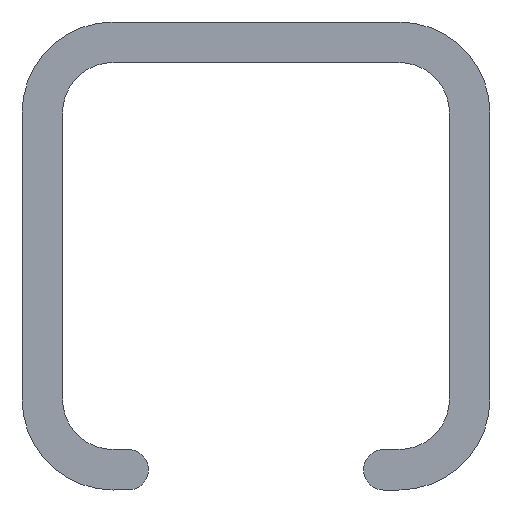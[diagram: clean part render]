
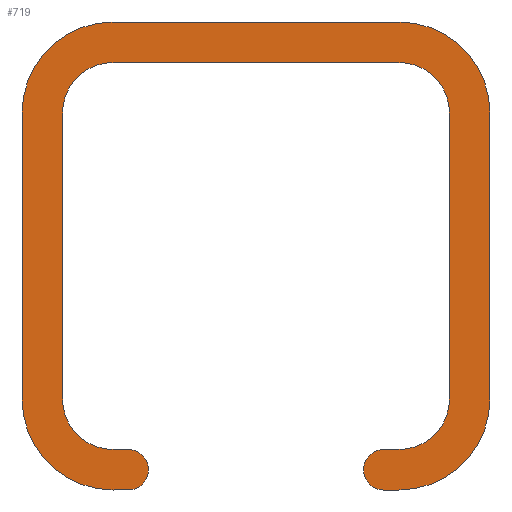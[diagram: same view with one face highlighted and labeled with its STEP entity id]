
A CAD part, front view. The second image highlights one B-rep face of the part: STEP entity #719.
In plain terms, the highlighted planar face has unit normal (0, -1, 0).
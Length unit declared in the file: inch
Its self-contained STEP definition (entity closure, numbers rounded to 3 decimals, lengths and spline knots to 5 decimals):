
#35=CARTESIAN_POINT('',(2.96022,2.31003,-0.4625));
#36=VERTEX_POINT('',#35);
#43=CARTESIAN_POINT('',(2.78022,2.31003,-0.2825));
#44=VERTEX_POINT('',#43);
#45=CARTESIAN_POINT('',(2.96022,2.31003,-0.2825));
#46=DIRECTION('',(0.,1.,0.));
#47=DIRECTION('',(1.,0.,0.));
#48=AXIS2_PLACEMENT_3D('',#45,#46,#47);
#49=CIRCLE('',#48,0.18);
#50=EDGE_CURVE('',#36,#44,#49,.T.);
#74=CARTESIAN_POINT('',(2.99022,2.31003,-0.4625));
#75=VERTEX_POINT('',#74);
#82=CARTESIAN_POINT('',(2.96022,2.31003,-0.4625));
#83=DIRECTION('',(-1.,0.,0.));
#84=VECTOR('',#83,1.);
#85=LINE('',#82,#84);
#86=EDGE_CURVE('',#75,#36,#85,.T.);
#106=CARTESIAN_POINT('',(2.99022,2.31003,-0.3825));
#107=VERTEX_POINT('',#106);
#114=CARTESIAN_POINT('',(2.99022,2.31003,-0.4225));
#115=DIRECTION('',(0.,1.,0.));
#116=DIRECTION('',(1.,0.,0.));
#117=AXIS2_PLACEMENT_3D('',#114,#115,#116);
#118=CIRCLE('',#117,0.04);
#119=EDGE_CURVE('',#107,#75,#118,.T.);
#138=CARTESIAN_POINT('',(2.96022,2.31003,-0.3825));
#139=VERTEX_POINT('',#138);
#146=CARTESIAN_POINT('',(2.96022,2.31003,-0.3825));
#147=DIRECTION('',(1.,0.,0.));
#148=VECTOR('',#147,1.);
#149=LINE('',#146,#148);
#150=EDGE_CURVE('',#139,#107,#149,.T.);
#170=CARTESIAN_POINT('',(2.86022,2.31003,-0.2825));
#171=VERTEX_POINT('',#170);
#178=CARTESIAN_POINT('',(2.96022,2.31003,-0.2825));
#179=DIRECTION('',(0.,-1.,0.));
#180=DIRECTION('',(1.,0.,0.));
#181=AXIS2_PLACEMENT_3D('',#178,#179,#180);
#182=CIRCLE('',#181,0.1);
#183=EDGE_CURVE('',#171,#139,#182,.T.);
#202=CARTESIAN_POINT('',(2.86022,2.31003,0.2825));
#203=VERTEX_POINT('',#202);
#210=CARTESIAN_POINT('',(2.86022,2.31003,-0.2825));
#211=DIRECTION('',(0.,0.,-1.));
#212=VECTOR('',#211,1.);
#213=LINE('',#210,#212);
#214=EDGE_CURVE('',#203,#171,#213,.T.);
#234=CARTESIAN_POINT('',(2.96022,2.31003,0.3825));
#235=VERTEX_POINT('',#234);
#242=CARTESIAN_POINT('',(2.96022,2.31003,0.2825));
#243=DIRECTION('',(0.,-1.,0.));
#244=DIRECTION('',(1.,0.,0.));
#245=AXIS2_PLACEMENT_3D('',#242,#243,#244);
#246=CIRCLE('',#245,0.1);
#247=EDGE_CURVE('',#235,#203,#246,.T.);
#266=CARTESIAN_POINT('',(3.52522,2.31003,0.3825));
#267=VERTEX_POINT('',#266);
#274=CARTESIAN_POINT('',(2.96022,2.31003,0.3825));
#275=DIRECTION('',(-1.,0.,0.));
#276=VECTOR('',#275,1.);
#277=LINE('',#274,#276);
#278=EDGE_CURVE('',#267,#235,#277,.T.);
#298=CARTESIAN_POINT('',(3.62522,2.31003,0.2825));
#299=VERTEX_POINT('',#298);
#306=CARTESIAN_POINT('',(3.52522,2.31003,0.2825));
#307=DIRECTION('',(0.,-1.,0.));
#308=DIRECTION('',(1.,0.,0.));
#309=AXIS2_PLACEMENT_3D('',#306,#307,#308);
#310=CIRCLE('',#309,0.1);
#311=EDGE_CURVE('',#299,#267,#310,.T.);
#330=CARTESIAN_POINT('',(3.62522,2.31003,-0.2825));
#331=VERTEX_POINT('',#330);
#338=CARTESIAN_POINT('',(3.62522,2.31003,-0.2825));
#339=DIRECTION('',(0.,0.,1.));
#340=VECTOR('',#339,1.);
#341=LINE('',#338,#340);
#342=EDGE_CURVE('',#331,#299,#341,.T.);
#362=CARTESIAN_POINT('',(3.52522,2.31003,-0.3825));
#363=VERTEX_POINT('',#362);
#370=CARTESIAN_POINT('',(3.52522,2.31003,-0.2825));
#371=DIRECTION('',(0.,-1.,0.));
#372=DIRECTION('',(1.,0.,0.));
#373=AXIS2_PLACEMENT_3D('',#370,#371,#372);
#374=CIRCLE('',#373,0.1);
#375=EDGE_CURVE('',#363,#331,#374,.T.);
#394=CARTESIAN_POINT('',(3.49522,2.31003,-0.3825));
#395=VERTEX_POINT('',#394);
#402=CARTESIAN_POINT('',(3.49522,2.31003,-0.3825));
#403=DIRECTION('',(1.,0.,0.));
#404=VECTOR('',#403,1.);
#405=LINE('',#402,#404);
#406=EDGE_CURVE('',#395,#363,#405,.T.);
#426=CARTESIAN_POINT('',(3.49522,2.31003,-0.4625));
#427=VERTEX_POINT('',#426);
#434=CARTESIAN_POINT('',(3.49522,2.31003,-0.4225));
#435=DIRECTION('',(0.,1.,0.));
#436=DIRECTION('',(1.,0.,0.));
#437=AXIS2_PLACEMENT_3D('',#434,#435,#436);
#438=CIRCLE('',#437,0.04);
#439=EDGE_CURVE('',#427,#395,#438,.T.);
#458=CARTESIAN_POINT('',(3.52522,2.31003,-0.4625));
#459=VERTEX_POINT('',#458);
#466=CARTESIAN_POINT('',(3.49522,2.31003,-0.4625));
#467=DIRECTION('',(-1.,0.,0.));
#468=VECTOR('',#467,1.);
#469=LINE('',#466,#468);
#470=EDGE_CURVE('',#459,#427,#469,.T.);
#490=CARTESIAN_POINT('',(3.70522,2.31003,-0.2825));
#491=VERTEX_POINT('',#490);
#498=CARTESIAN_POINT('',(3.52522,2.31003,-0.2825));
#499=DIRECTION('',(0.,1.,0.));
#500=DIRECTION('',(1.,0.,0.));
#501=AXIS2_PLACEMENT_3D('',#498,#499,#500);
#502=CIRCLE('',#501,0.18);
#503=EDGE_CURVE('',#491,#459,#502,.T.);
#522=CARTESIAN_POINT('',(3.70522,2.31003,0.2825));
#523=VERTEX_POINT('',#522);
#530=CARTESIAN_POINT('',(3.70522,2.31003,-0.2825));
#531=DIRECTION('',(0.,0.,-1.));
#532=VECTOR('',#531,1.);
#533=LINE('',#530,#532);
#534=EDGE_CURVE('',#523,#491,#533,.T.);
#554=CARTESIAN_POINT('',(3.52522,2.31003,0.4625));
#555=VERTEX_POINT('',#554);
#562=CARTESIAN_POINT('',(3.52522,2.31003,0.2825));
#563=DIRECTION('',(0.,1.,0.));
#564=DIRECTION('',(1.,0.,0.));
#565=AXIS2_PLACEMENT_3D('',#562,#563,#564);
#566=CIRCLE('',#565,0.18);
#567=EDGE_CURVE('',#555,#523,#566,.T.);
#586=CARTESIAN_POINT('',(2.96022,2.31003,0.4625));
#587=VERTEX_POINT('',#586);
#594=CARTESIAN_POINT('',(2.96022,2.31003,0.4625));
#595=DIRECTION('',(1.,0.,0.));
#596=VECTOR('',#595,1.);
#597=LINE('',#594,#596);
#598=EDGE_CURVE('',#587,#555,#597,.T.);
#618=CARTESIAN_POINT('',(2.78022,2.31003,0.2825));
#619=VERTEX_POINT('',#618);
#626=CARTESIAN_POINT('',(2.96022,2.31003,0.2825));
#627=DIRECTION('',(0.,1.,0.));
#628=DIRECTION('',(1.,0.,0.));
#629=AXIS2_PLACEMENT_3D('',#626,#627,#628);
#630=CIRCLE('',#629,0.18);
#631=EDGE_CURVE('',#619,#587,#630,.T.);
#649=CARTESIAN_POINT('',(2.78022,2.31003,-0.2825));
#650=DIRECTION('',(0.,0.,1.));
#651=VECTOR('',#650,1.);
#652=LINE('',#649,#651);
#653=EDGE_CURVE('',#44,#619,#652,.T.);
#692=ORIENTED_EDGE('',*,*,#631,.F.);
#693=ORIENTED_EDGE('',*,*,#653,.F.);
#694=ORIENTED_EDGE('',*,*,#50,.F.);
#695=ORIENTED_EDGE('',*,*,#86,.F.);
#696=ORIENTED_EDGE('',*,*,#119,.F.);
#697=ORIENTED_EDGE('',*,*,#150,.F.);
#698=ORIENTED_EDGE('',*,*,#183,.F.);
#699=ORIENTED_EDGE('',*,*,#214,.F.);
#700=ORIENTED_EDGE('',*,*,#247,.F.);
#701=ORIENTED_EDGE('',*,*,#278,.F.);
#702=ORIENTED_EDGE('',*,*,#311,.F.);
#703=ORIENTED_EDGE('',*,*,#342,.F.);
#704=ORIENTED_EDGE('',*,*,#375,.F.);
#705=ORIENTED_EDGE('',*,*,#406,.F.);
#706=ORIENTED_EDGE('',*,*,#439,.F.);
#707=ORIENTED_EDGE('',*,*,#470,.F.);
#708=ORIENTED_EDGE('',*,*,#503,.F.);
#709=ORIENTED_EDGE('',*,*,#534,.F.);
#710=ORIENTED_EDGE('',*,*,#567,.F.);
#711=ORIENTED_EDGE('',*,*,#598,.F.);
#712=EDGE_LOOP('',(#692,#693,#694,#695,#696,#697,#698,#699,#700,#701,#702,#703,#704,#705,#706,#707,#708,#709,#710,#711));
#713=FACE_OUTER_BOUND('',#712,.T.);
#714=CARTESIAN_POINT('',(2.78022,2.31003,-0.10604));
#715=DIRECTION('',(0.,1.,0.));
#716=DIRECTION('',(-1.,0.,0.));
#717=AXIS2_PLACEMENT_3D('',#714,#715,#716);
#718=PLANE('',#717);
#719=ADVANCED_FACE('',(#713),#718,.F.);
